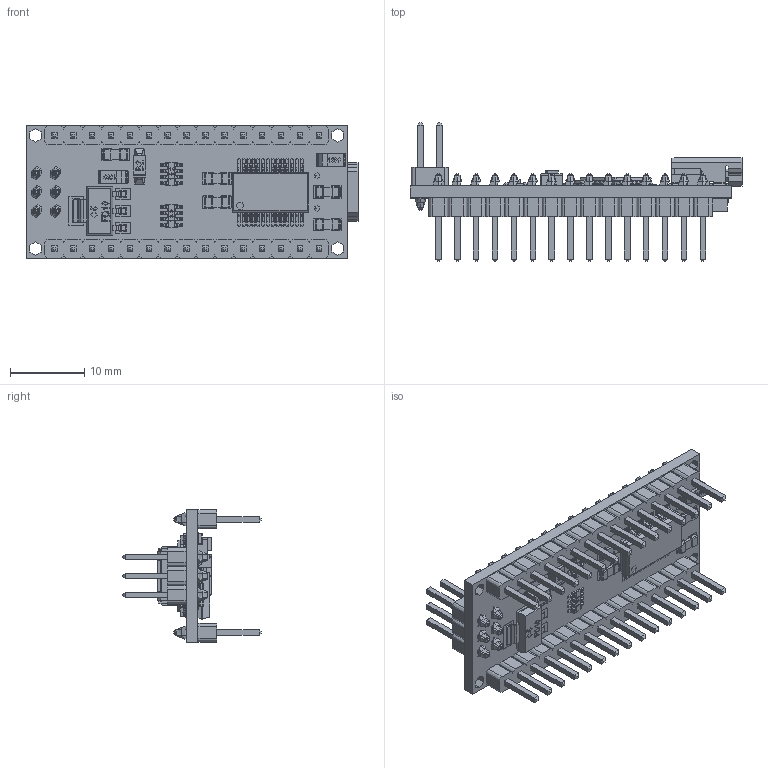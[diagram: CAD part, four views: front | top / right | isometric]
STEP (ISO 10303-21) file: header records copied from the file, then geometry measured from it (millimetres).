
FILE_DESCRIPTION (( 'STEP AP214' ), '1' );
FILE_NAME ('696-1667.STEP', '2021-08-03T11:15:39', ( '' ), ( '' ), 'SwSTEP 2.0', 'SolidWorks 2018', '' );
FILE_SCHEMA (( 'AUTOMOTIVE_DESIGN' ));
Length unit declared in the file: millimetre
Products named in the file (1): 696-1667
Bounding box: 44.65 x 18.6 x 18 mm (x, y, z)
Topology: 0 solids, 65 shells, 6166 faces, 15730 edges, 9930 vertices
Faces by surface type: plane 3375, cylinder 1514, bspline 1273, cone 4
Full cylindrical faces by diameter (mm): 0.4 x4
Entity records: 261129 total; most frequent: CARTESIAN_POINT 101988, ORIENTED_EDGE 31230, DIRECTION 23757, EDGE_CURVE 15651, VERTEX_POINT 9930, VECTOR 9557, LINE 9557, AXIS2_PLACEMENT_3D 7100
